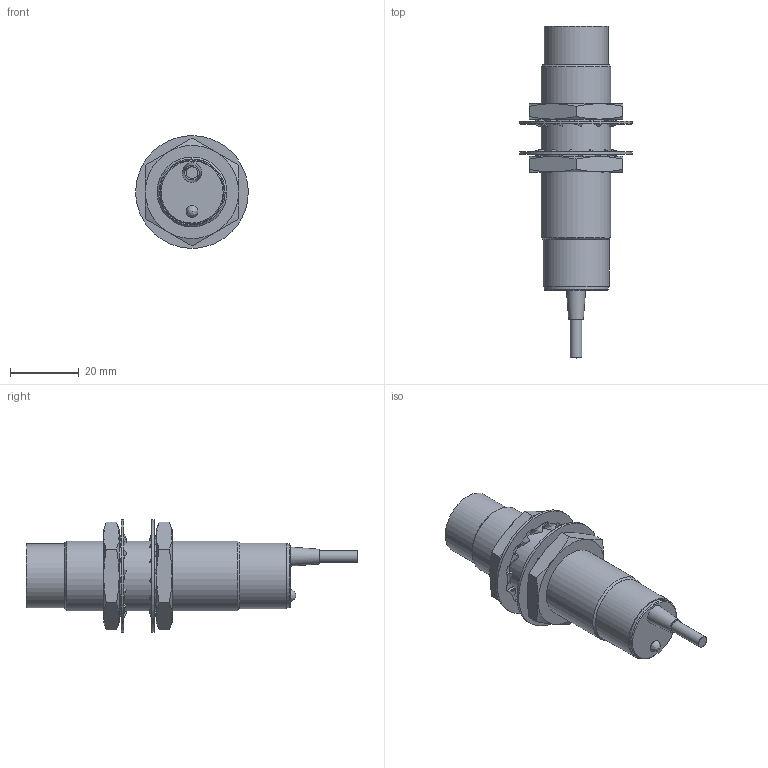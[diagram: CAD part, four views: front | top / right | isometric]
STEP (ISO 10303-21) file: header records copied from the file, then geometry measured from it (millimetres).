
FILE_DESCRIPTION(('FreeCAD Model'),'2;1');
FILE_NAME('Open CASCADE Shape Model','2025-05-08T02:17:11',('FreeCAD'),( 'FreeCAD'),'Open CASCADE STEP processor 7.6','FreeCAD','Unknown');
FILE_SCHEMA(('AUTOMOTIVE_DESIGN { 1 0 10303 214 1 1 1 1 }'));
Length unit declared in the file: millimetre
Products named in the file (1): Open CASCADE STEP translator 7.6 1
Bounding box: 32.64 x 96.23 x 32.59 mm (x, y, z)
Volume: 27662.8 mm3; surface area: 11463.1 mm2
Topology: 9 solids, 9 shells, 318 faces, 763 edges, 466 vertices
Faces by surface type: bspline 318
Entity records: 13306 total; most frequent: CARTESIAN_POINT 8878, ORIENTED_EDGE 1524, EDGE_CURVE 762, B_SPLINE_CURVE_WITH_KNOTS 512, VERTEX_POINT 466, FACE_BOUND 330, EDGE_LOOP 330, ADVANCED_FACE 318
